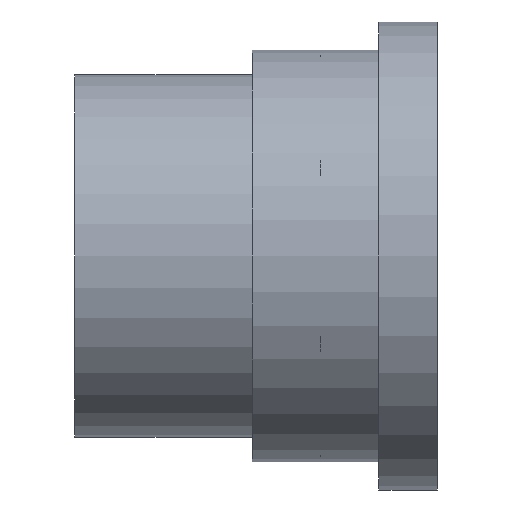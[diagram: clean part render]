
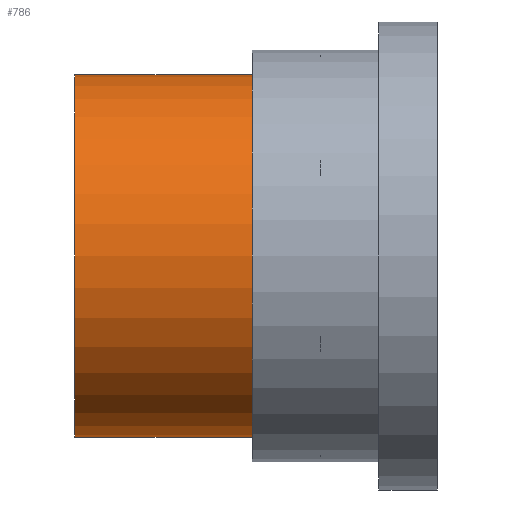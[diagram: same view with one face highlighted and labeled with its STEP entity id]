
A CAD part, left-side view. The second image highlights one B-rep face of the part: STEP entity #786.
In plain terms, the highlighted cylindrical face has radius 9.842 mm (diameter 19.685 mm), a partial arc.
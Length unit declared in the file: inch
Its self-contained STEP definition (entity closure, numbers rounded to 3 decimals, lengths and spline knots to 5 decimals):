
#8 = DIRECTION ( 'NONE',  ( 0., -1., 0. ) ) ;
#10 = CARTESIAN_POINT ( 'NONE',  ( 0., 0.775, -0.3875 ) ) ;
#64 = CARTESIAN_POINT ( 'NONE',  ( 0., 0.395, -0.3875 ) ) ;
#68 = ORIENTED_EDGE ( 'NONE', *, *, #244, .F. ) ;
#96 = CARTESIAN_POINT ( 'NONE',  ( 0., 0.395, 0. ) ) ;
#109 = DIRECTION ( 'NONE',  ( 0., 1., 0. ) ) ;
#146 = AXIS2_PLACEMENT_3D ( 'NONE', #96, #741, #193 ) ;
#176 = CARTESIAN_POINT ( 'NONE',  ( 0., 0.775, 0.3875 ) ) ;
#193 = DIRECTION ( 'NONE',  ( 0., 0., 1. ) ) ;
#196 = VECTOR ( 'NONE', #721, 39.37008 ) ;
#215 = VERTEX_POINT ( 'NONE', #259 ) ;
#232 = CIRCLE ( 'NONE', #510, 0.3875 ) ;
#244 = EDGE_CURVE ( 'NONE', #1212, #215, #906, .T. ) ;
#259 = CARTESIAN_POINT ( 'NONE',  ( 0., 0.395, 0.3875 ) ) ;
#287 = LINE ( 'NONE', #10, #523 ) ;
#303 = AXIS2_PLACEMENT_3D ( 'NONE', #735, #8, #469 ) ;
#306 = CIRCLE ( 'NONE', #146, 0.3875 ) ;
#408 = VERTEX_POINT ( 'NONE', #64 ) ;
#469 = DIRECTION ( 'NONE',  ( 0., 0., -1. ) ) ;
#510 = AXIS2_PLACEMENT_3D ( 'NONE', #665, #109, #753 ) ;
#513 = CARTESIAN_POINT ( 'NONE',  ( 0., 0.775, 0.3875 ) ) ;
#523 = VECTOR ( 'NONE', #1133, 39.37008 ) ;
#547 = EDGE_CURVE ( 'NONE', #408, #215, #306, .T. ) ;
#576 = EDGE_CURVE ( 'NONE', #789, #408, #287, .T. ) ;
#634 = EDGE_CURVE ( 'NONE', #789, #1212, #232, .T. ) ;
#665 = CARTESIAN_POINT ( 'NONE',  ( 0., 0.775, 0. ) ) ;
#721 = DIRECTION ( 'NONE',  ( 0., -1., 0. ) ) ;
#730 = FACE_OUTER_BOUND ( 'NONE', #1070, .T. ) ;
#735 = CARTESIAN_POINT ( 'NONE',  ( 0., 0.775, 0. ) ) ;
#741 = DIRECTION ( 'NONE',  ( 0., 1., 0. ) ) ;
#753 = DIRECTION ( 'NONE',  ( 0., 0., 1. ) ) ;
#786 = ADVANCED_FACE ( 'NONE', ( #730 ), #1187, .T. ) ;
#789 = VERTEX_POINT ( 'NONE', #939 ) ;
#906 = LINE ( 'NONE', #176, #196 ) ;
#919 = ORIENTED_EDGE ( 'NONE', *, *, #547, .T. ) ;
#934 = ORIENTED_EDGE ( 'NONE', *, *, #576, .T. ) ;
#939 = CARTESIAN_POINT ( 'NONE',  ( 0., 0.775, -0.3875 ) ) ;
#947 = ORIENTED_EDGE ( 'NONE', *, *, #634, .F. ) ;
#1070 = EDGE_LOOP ( 'NONE', ( #68, #947, #934, #919 ) ) ;
#1133 = DIRECTION ( 'NONE',  ( 0., -1., 0. ) ) ;
#1187 = CYLINDRICAL_SURFACE ( 'NONE', #303, 0.3875 ) ;
#1212 = VERTEX_POINT ( 'NONE', #513 ) ;
